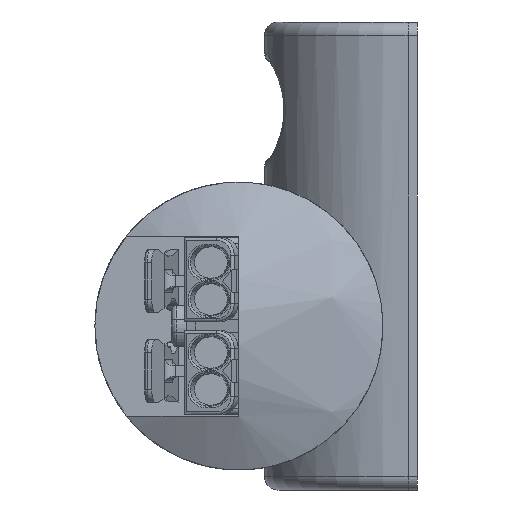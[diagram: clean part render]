
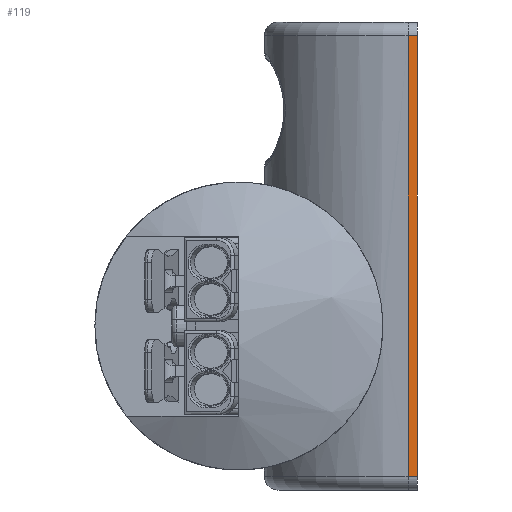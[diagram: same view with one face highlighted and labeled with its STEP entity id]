
A CAD part, left-side view. The second image highlights one B-rep face of the part: STEP entity #119.
In plain terms, the highlighted planar face has unit normal (-1, 0, 0).
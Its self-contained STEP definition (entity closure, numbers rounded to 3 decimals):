
#119=ADVANCED_FACE('',(#2875),#2877,.T.);
#2875=FACE_BOUND('',#2876,.T.);
#2876=EDGE_LOOP('',(#9317,#9318,#9319,#9320));
#2877=PLANE('',#2878);
#2878=AXIS2_PLACEMENT_3D('',#2879,#2880,#2881);
#2879=CARTESIAN_POINT('',(-140.424,-18.796,32.258));
#2880=DIRECTION('',(-1.,0.,0.));
#2881=DIRECTION('',(0.,0.,-1.));
#9317=ORIENTED_EDGE('',*,*,#11008,.F.);
#9318=ORIENTED_EDGE('',*,*,#11009,.F.);
#9319=ORIENTED_EDGE('',*,*,#11010,.F.);
#9320=ORIENTED_EDGE('',*,*,#10997,.T.);
#10997=EDGE_CURVE('',#11852,#11849,#11853,.F.);
#11008=EDGE_CURVE('',#11872,#11849,#11873,.T.);
#11009=EDGE_CURVE('',#11874,#11872,#11875,.T.);
#11010=EDGE_CURVE('',#11852,#11874,#11876,.T.);
#11849=VERTEX_POINT('',#13177);
#11852=VERTEX_POINT('',#13183);
#11853=LINE('',#13184,#13185);
#11872=VERTEX_POINT('',#13600);
#11873=LINE('',#13601,#13602);
#11874=VERTEX_POINT('',#13604);
#11875=LINE('',#13605,#13606);
#11876=LINE('',#13608,#13609);
#13177=CARTESIAN_POINT('',(-140.424,-18.796,-16.718));
#13183=CARTESIAN_POINT('',(-140.424,-18.796,32.258));
#13184=CARTESIAN_POINT('',(-140.424,-18.796,-16.718));
#13185=VECTOR('',#13186,1.);
#13186=DIRECTION('',(0.,0.,1.));
#13600=CARTESIAN_POINT('',(-140.424,-19.796,-16.718));
#13601=CARTESIAN_POINT('',(-140.424,-19.796,-16.718));
#13602=VECTOR('',#13603,1.);
#13603=DIRECTION('',(0.,1.,0.));
#13604=CARTESIAN_POINT('',(-140.424,-19.796,32.258));
#13605=CARTESIAN_POINT('',(-140.424,-19.796,32.258));
#13606=VECTOR('',#13607,1.);
#13607=DIRECTION('',(0.,0.,-1.));
#13608=CARTESIAN_POINT('',(-140.424,-18.796,32.258));
#13609=VECTOR('',#13610,1.);
#13610=DIRECTION('',(0.,-1.,0.));
